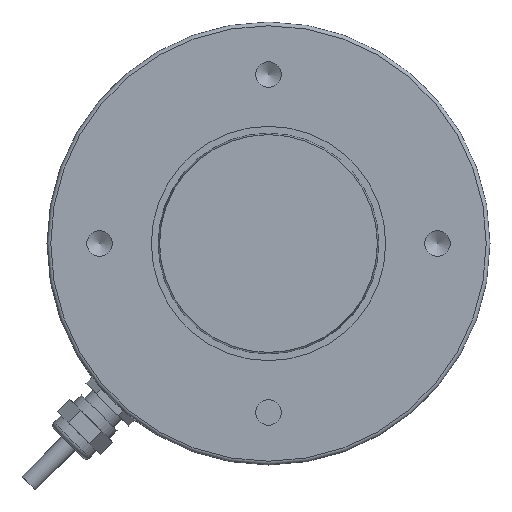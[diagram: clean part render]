
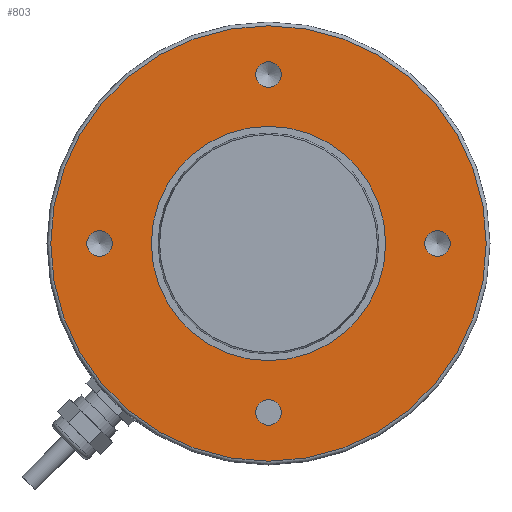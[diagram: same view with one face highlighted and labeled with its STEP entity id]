
A CAD part, front view. The second image highlights one B-rep face of the part: STEP entity #803.
In plain terms, the highlighted planar face has unit normal (0, -1, 0).
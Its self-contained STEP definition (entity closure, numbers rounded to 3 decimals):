
#19=PLANE('',#923);
#42=FACE_BOUND('',#139,.T.);
#43=FACE_BOUND('',#140,.T.);
#44=FACE_BOUND('',#141,.T.);
#45=FACE_BOUND('',#142,.T.);
#46=FACE_BOUND('',#143,.T.);
#89=FACE_OUTER_BOUND('',#138,.T.);
#138=EDGE_LOOP('',(#671,#672));
#139=EDGE_LOOP('',(#673,#674));
#140=EDGE_LOOP('',(#675,#676));
#141=EDGE_LOOP('',(#677,#678));
#142=EDGE_LOOP('',(#679,#680));
#143=EDGE_LOOP('',(#681,#682));
#296=CIRCLE('',#866,3.4);
#297=CIRCLE('',#867,3.4);
#300=CIRCLE('',#872,3.4);
#301=CIRCLE('',#873,3.4);
#304=CIRCLE('',#878,3.4);
#305=CIRCLE('',#879,3.4);
#308=CIRCLE('',#884,3.4);
#309=CIRCLE('',#885,3.4);
#313=CIRCLE('',#891,58.);
#314=CIRCLE('',#892,58.);
#315=CIRCLE('',#894,31.2);
#316=CIRCLE('',#895,31.2);
#357=VERTEX_POINT('',#1302);
#358=VERTEX_POINT('',#1304);
#362=VERTEX_POINT('',#1315);
#363=VERTEX_POINT('',#1317);
#367=VERTEX_POINT('',#1328);
#368=VERTEX_POINT('',#1330);
#372=VERTEX_POINT('',#1341);
#373=VERTEX_POINT('',#1343);
#377=VERTEX_POINT('',#1354);
#378=VERTEX_POINT('',#1356);
#379=VERTEX_POINT('',#1360);
#380=VERTEX_POINT('',#1361);
#450=EDGE_CURVE('',#357,#358,#296,.T.);
#451=EDGE_CURVE('',#358,#357,#297,.T.);
#456=EDGE_CURVE('',#362,#363,#300,.T.);
#457=EDGE_CURVE('',#363,#362,#301,.T.);
#462=EDGE_CURVE('',#367,#368,#304,.T.);
#463=EDGE_CURVE('',#368,#367,#305,.T.);
#468=EDGE_CURVE('',#372,#373,#308,.T.);
#469=EDGE_CURVE('',#373,#372,#309,.T.);
#474=EDGE_CURVE('',#377,#378,#313,.T.);
#475=EDGE_CURVE('',#378,#377,#314,.T.);
#476=EDGE_CURVE('',#379,#380,#315,.T.);
#477=EDGE_CURVE('',#380,#379,#316,.T.);
#671=ORIENTED_EDGE('',*,*,#475,.F.);
#672=ORIENTED_EDGE('',*,*,#474,.F.);
#673=ORIENTED_EDGE('',*,*,#476,.T.);
#674=ORIENTED_EDGE('',*,*,#477,.T.);
#675=ORIENTED_EDGE('',*,*,#451,.F.);
#676=ORIENTED_EDGE('',*,*,#450,.F.);
#677=ORIENTED_EDGE('',*,*,#457,.F.);
#678=ORIENTED_EDGE('',*,*,#456,.F.);
#679=ORIENTED_EDGE('',*,*,#463,.F.);
#680=ORIENTED_EDGE('',*,*,#462,.F.);
#681=ORIENTED_EDGE('',*,*,#469,.F.);
#682=ORIENTED_EDGE('',*,*,#468,.F.);
#803=ADVANCED_FACE('',(#89,#42,#43,#44,#45,#46),#19,.F.);
#866=AXIS2_PLACEMENT_3D('',#1305,#1010,#1011);
#867=AXIS2_PLACEMENT_3D('',#1306,#1012,#1013);
#872=AXIS2_PLACEMENT_3D('',#1318,#1024,#1025);
#873=AXIS2_PLACEMENT_3D('',#1319,#1026,#1027);
#878=AXIS2_PLACEMENT_3D('',#1331,#1038,#1039);
#879=AXIS2_PLACEMENT_3D('',#1332,#1040,#1041);
#884=AXIS2_PLACEMENT_3D('',#1344,#1052,#1053);
#885=AXIS2_PLACEMENT_3D('',#1345,#1054,#1055);
#891=AXIS2_PLACEMENT_3D('',#1357,#1067,#1068);
#892=AXIS2_PLACEMENT_3D('',#1358,#1069,#1070);
#894=AXIS2_PLACEMENT_3D('',#1362,#1073,#1074);
#895=AXIS2_PLACEMENT_3D('',#1363,#1075,#1076);
#923=AXIS2_PLACEMENT_3D('',#1422,#1141,#1142);
#1010=DIRECTION('center_axis',(0.,-1.,0.));
#1011=DIRECTION('ref_axis',(0.,0.,-1.));
#1012=DIRECTION('center_axis',(0.,-1.,0.));
#1013=DIRECTION('ref_axis',(0.,0.,-1.));
#1024=DIRECTION('center_axis',(0.,-1.,0.));
#1025=DIRECTION('ref_axis',(0.,0.,-1.));
#1026=DIRECTION('center_axis',(0.,-1.,0.));
#1027=DIRECTION('ref_axis',(0.,0.,-1.));
#1038=DIRECTION('center_axis',(0.,-1.,0.));
#1039=DIRECTION('ref_axis',(0.,0.,-1.));
#1040=DIRECTION('center_axis',(0.,-1.,0.));
#1041=DIRECTION('ref_axis',(0.,0.,-1.));
#1052=DIRECTION('center_axis',(0.,-1.,0.));
#1053=DIRECTION('ref_axis',(0.,0.,-1.));
#1054=DIRECTION('center_axis',(0.,-1.,0.));
#1055=DIRECTION('ref_axis',(0.,0.,-1.));
#1067=DIRECTION('center_axis',(0.,1.,0.));
#1068=DIRECTION('ref_axis',(-1.,0.,0.));
#1069=DIRECTION('center_axis',(0.,1.,0.));
#1070=DIRECTION('ref_axis',(-1.,0.,0.));
#1073=DIRECTION('center_axis',(0.,1.,0.));
#1074=DIRECTION('ref_axis',(-1.,0.,0.));
#1075=DIRECTION('center_axis',(0.,1.,0.));
#1076=DIRECTION('ref_axis',(-1.,0.,0.));
#1141=DIRECTION('center_axis',(0.,1.,0.));
#1142=DIRECTION('ref_axis',(-1.,0.,0.));
#1302=CARTESIAN_POINT('',(0.,0.,48.4));
#1304=CARTESIAN_POINT('',(0.,0.,41.6));
#1305=CARTESIAN_POINT('Origin',(0.,0.,
45.));
#1306=CARTESIAN_POINT('Origin',(0.,0.,
45.));
#1315=CARTESIAN_POINT('',(-45.,0.,3.4));
#1317=CARTESIAN_POINT('',(-45.,0.,-3.4));
#1318=CARTESIAN_POINT('Origin',(-45.,0.,0.));
#1319=CARTESIAN_POINT('Origin',(-45.,0.,0.));
#1328=CARTESIAN_POINT('',(0.,0.,-41.6));
#1330=CARTESIAN_POINT('',(0.,0.,-48.4));
#1331=CARTESIAN_POINT('Origin',(0.,0.,
-45.));
#1332=CARTESIAN_POINT('Origin',(0.,0.,
-45.));
#1341=CARTESIAN_POINT('',(45.,0.,3.4));
#1343=CARTESIAN_POINT('',(45.,0.,-3.4));
#1344=CARTESIAN_POINT('Origin',(45.,0.,0.));
#1345=CARTESIAN_POINT('Origin',(45.,0.,0.));
#1354=CARTESIAN_POINT('',(58.,0.,0.));
#1356=CARTESIAN_POINT('',(-58.,0.,0.));
#1357=CARTESIAN_POINT('Origin',(0.,0.,0.));
#1358=CARTESIAN_POINT('Origin',(0.,0.,0.));
#1360=CARTESIAN_POINT('',(-31.2,0.,0.));
#1361=CARTESIAN_POINT('',(31.2,0.,0.));
#1362=CARTESIAN_POINT('Origin',(0.,0.,0.));
#1363=CARTESIAN_POINT('Origin',(0.,0.,0.));
#1422=CARTESIAN_POINT('Origin',(0.,0.,
0.));
